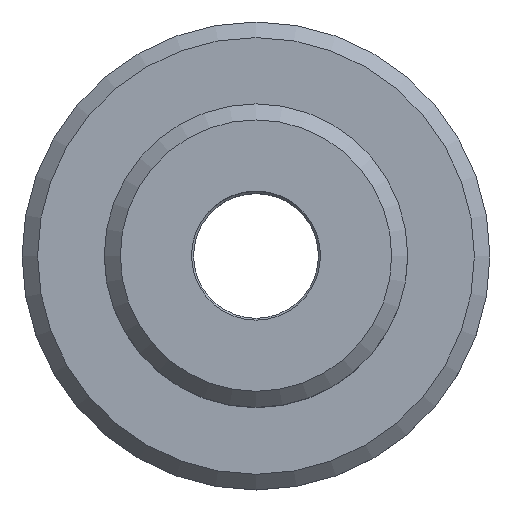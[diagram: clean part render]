
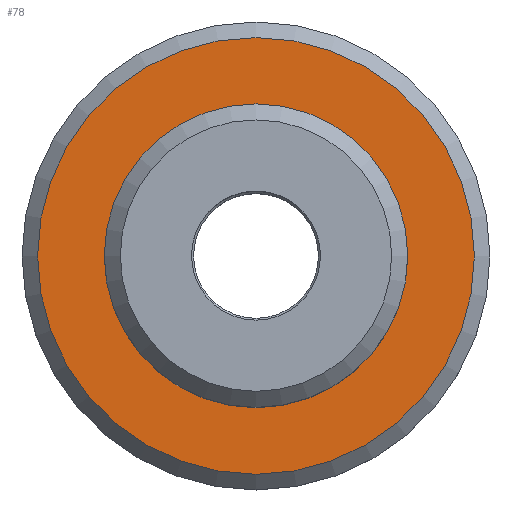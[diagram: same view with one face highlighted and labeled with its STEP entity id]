
A CAD part, top view. The second image highlights one B-rep face of the part: STEP entity #78.
In plain terms, the highlighted planar face has unit normal (0, 0, 1).
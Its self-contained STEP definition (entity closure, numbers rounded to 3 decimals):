
#78 = ADVANCED_FACE( '', ( #106, #107 ), #108, .F. );
#106 = FACE_OUTER_BOUND( '', #169, .T. );
#107 = FACE_BOUND( '', #170, .T. );
#108 = PLANE( '', #171 );
#169 = EDGE_LOOP( '', ( #238 ) );
#170 = EDGE_LOOP( '', ( #239 ) );
#171 = AXIS2_PLACEMENT_3D( '', #240, #241, #242 );
#238 = ORIENTED_EDGE( '', *, *, #332, .T. );
#239 = ORIENTED_EDGE( '', *, *, #331, .T. );
#240 = CARTESIAN_POINT( '', ( 0., -4.865, -6. ) );
#241 = DIRECTION( '', ( 0., 0., -1. ) );
#242 = DIRECTION( '', ( -1., 0., 0. ) );
#331 = EDGE_CURVE( '', #355, #355, #356, .T. );
#332 = EDGE_CURVE( '', #357, #357, #358, .F. );
#355 = VERTEX_POINT( '', #397 );
#356 = CIRCLE( '', #398, 4.865 );
#357 = VERTEX_POINT( '', #399 );
#358 = CIRCLE( '', #400, 7. );
#397 = CARTESIAN_POINT( '', ( -4.865, 0., -6. ) );
#398 = AXIS2_PLACEMENT_3D( '', #442, #443, #444 );
#399 = CARTESIAN_POINT( '', ( -7., 0., -6. ) );
#400 = AXIS2_PLACEMENT_3D( '', #445, #446, #447 );
#442 = CARTESIAN_POINT( '', ( 0., 0., -6. ) );
#443 = DIRECTION( '', ( 0., 0., -1. ) );
#444 = DIRECTION( '', ( -1., 0., 0. ) );
#445 = CARTESIAN_POINT( '', ( 0., 0., -6. ) );
#446 = DIRECTION( '', ( 0., 0., -1. ) );
#447 = DIRECTION( '', ( -1., 0., 0. ) );
